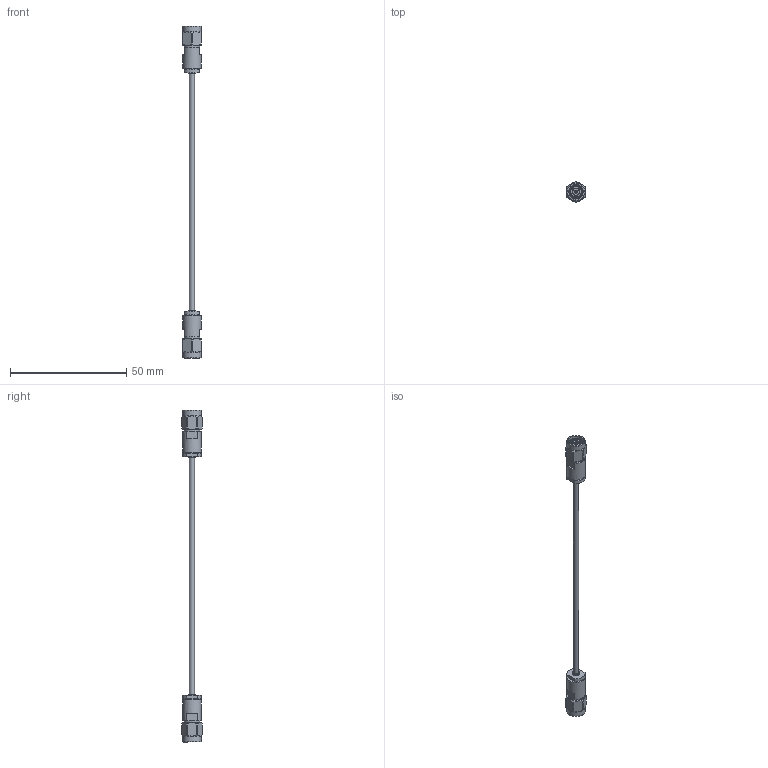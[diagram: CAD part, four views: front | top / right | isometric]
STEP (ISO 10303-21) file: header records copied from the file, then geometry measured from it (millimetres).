
FILE_DESCRIPTION (( 'STEP AP203' ), '1' );
FILE_NAME ('PE3C1377LF_3D.step', '2021-03-17T15:49:35', ( '' ), ( '' ), 'SwSTEP 2.0', 'SolidWorks 2020', '' );
FILE_SCHEMA (( 'CONFIG_CONTROL_DESIGN' ));
Length unit declared in the file: inch
Products named in the file (3): PE44796^PE3C1377LF; PE3C1377LF_3D; PE-SR405FL^PE3C1377LF_PE-SR405FL
Assembly tree (3 placements, depth 2):
  PE3C1377LF_3D
    PE-SR405FL^PE3C1377LF_PE-SR405FL
    PE44796^PE3C1377LF  x2
Bounding box: 7.92 x 8.92 x 142.9 mm (x, y, z)
Volume: 2038 mm3; surface area: 2542 mm2
Topology: 3 solids, 3 shells, 133 faces, 311 edges, 204 vertices
Faces by surface type: plane 60, cylinder 51, cone 14, bspline 6, torus 2
Full cylindrical faces by diameter (mm): 0.94 x2, 1.194 x2, 2.184 x1, 2.286 x2, 2.92 x2, 3.048 x2, 4.572 x2, 5.817 x2, 6.35 x12, 6.819 x2, 7.874 x4
Entity records: 2969 total; most frequent: CARTESIAN_POINT 1394, DIRECTION 271, ORIENTED_EDGE 220, AXIS2_PLACEMENT_3D 118, EDGE_CURVE 110, EDGE_LOOP 91, VERTEX_POINT 81, FACE_OUTER_BOUND 75
